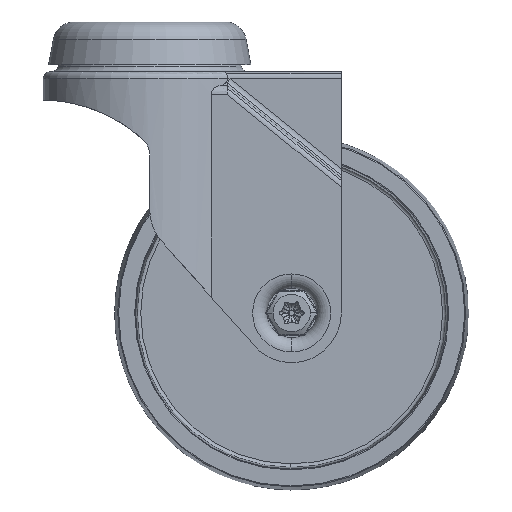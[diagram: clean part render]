
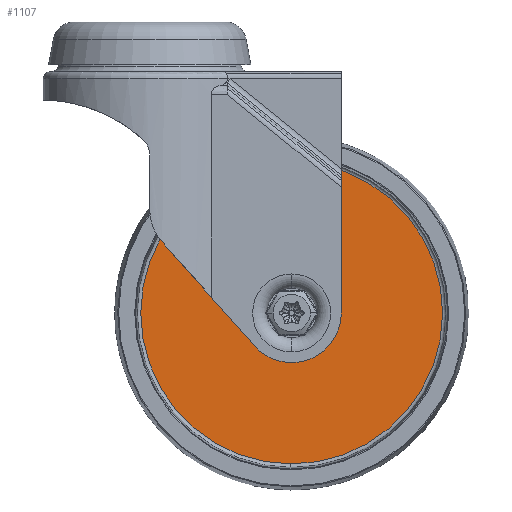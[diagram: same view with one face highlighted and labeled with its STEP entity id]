
A CAD part, front view. The second image highlights one B-rep face of the part: STEP entity #1107.
In plain terms, the highlighted planar face has unit normal (0, -1, 0).
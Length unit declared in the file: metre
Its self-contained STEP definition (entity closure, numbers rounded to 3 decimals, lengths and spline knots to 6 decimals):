
#1107=ADVANCED_FACE('',(#1760,#1761),#1762,.T.);
#1760=FACE_OUTER_BOUND('',#4483,.T.);
#1761=FACE_BOUND('',#4484,.T.);
#1762=PLANE('',#4485);
#4483=EDGE_LOOP('',(#10178,#10179,#10180));
#4484=EDGE_LOOP('',(#10181,#10182,#10183));
#4485=AXIS2_PLACEMENT_3D('',#10184,#10185,#10186);
#10178=ORIENTED_EDGE('',*,*,#12270,.F.);
#10179=ORIENTED_EDGE('',*,*,#12271,.F.);
#10180=ORIENTED_EDGE('',*,*,#12161,.F.);
#10181=ORIENTED_EDGE('',*,*,#12268,.T.);
#10182=ORIENTED_EDGE('',*,*,#12169,.T.);
#10183=ORIENTED_EDGE('',*,*,#12269,.T.);
#10184=CARTESIAN_POINT('',(-0.027893,-0.002,0.0));
#10185=DIRECTION('',(0.,-1.0,0.0));
#10186=DIRECTION('',(1.0,0.,0.0));
#12161=EDGE_CURVE('',#13340,#13343,#13344,.T.);
#12169=EDGE_CURVE('',#13351,#13357,#13359,.T.);
#12268=EDGE_CURVE('',#13522,#13351,#13523,.T.);
#12269=EDGE_CURVE('',#13357,#13522,#13524,.T.);
#12270=EDGE_CURVE('',#13525,#13340,#13526,.T.);
#12271=EDGE_CURVE('',#13343,#13525,#13527,.T.);
#13340=VERTEX_POINT('',#16298);
#13343=VERTEX_POINT('',#16301);
#13344=CIRCLE('',#16302,0.042535);
#13351=VERTEX_POINT('',#16309);
#13357=VERTEX_POINT('',#16315);
#13359=CIRCLE('',#16317,0.01325);
#13522=VERTEX_POINT('',#16494);
#13523=CIRCLE('',#16495,0.01325);
#13524=CIRCLE('',#16496,0.01325);
#13525=VERTEX_POINT('',#16497);
#13526=CIRCLE('',#16498,0.042535);
#13527=CIRCLE('',#16499,0.042535);
#16298=CARTESIAN_POINT('',(0.,-0.002,0.042535));
#16301=CARTESIAN_POINT('',(0.,-0.002,-0.042535));
#16302=AXIS2_PLACEMENT_3D('',#20321,#20322,#20323);
#16309=CARTESIAN_POINT('',(0.,-0.002,0.01325));
#16315=CARTESIAN_POINT('',(0.,-0.002,-0.01325));
#16317=AXIS2_PLACEMENT_3D('',#20345,#20346,#20347);
#16494=CARTESIAN_POINT('',(-0.01325,-0.002,0.0));
#16495=AXIS2_PLACEMENT_3D('',#20614,#20615,#20616);
#16496=AXIS2_PLACEMENT_3D('',#20617,#20618,#20619);
#16497=CARTESIAN_POINT('',(-0.042535,-0.002,0.0));
#16498=AXIS2_PLACEMENT_3D('',#20620,#20621,#20622);
#16499=AXIS2_PLACEMENT_3D('',#20623,#20624,#20625);
#20321=CARTESIAN_POINT('',(0.,-0.002,0.0));
#20322=DIRECTION('',(0.,1.0,0.0));
#20323=DIRECTION('',(-1.0,0.,0.0));
#20345=CARTESIAN_POINT('',(0.,-0.002,0.0));
#20346=DIRECTION('',(0.,1.0,0.0));
#20347=DIRECTION('',(-1.0,0.,0.0));
#20614=CARTESIAN_POINT('',(0.,-0.002,0.0));
#20615=DIRECTION('',(0.,1.0,0.0));
#20616=DIRECTION('',(-1.0,0.,0.0));
#20617=CARTESIAN_POINT('',(0.,-0.002,0.0));
#20618=DIRECTION('',(0.,1.0,0.0));
#20619=DIRECTION('',(-1.0,0.,0.0));
#20620=CARTESIAN_POINT('',(0.,-0.002,0.0));
#20621=DIRECTION('',(0.,1.0,0.0));
#20622=DIRECTION('',(-1.0,0.,0.0));
#20623=CARTESIAN_POINT('',(0.,-0.002,0.0));
#20624=DIRECTION('',(0.,1.0,0.0));
#20625=DIRECTION('',(-1.0,0.,0.0));
